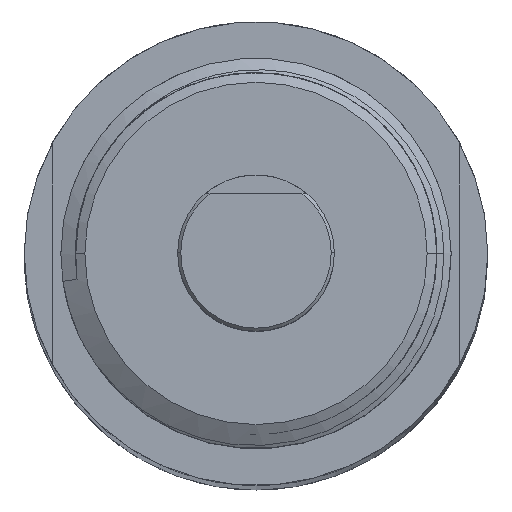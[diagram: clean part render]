
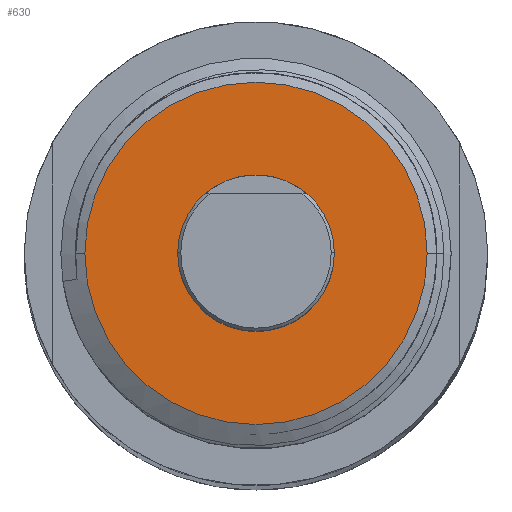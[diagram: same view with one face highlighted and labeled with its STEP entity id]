
A CAD part, top view. The second image highlights one B-rep face of the part: STEP entity #630.
In plain terms, the highlighted planar face has unit normal (0, 0, 1).
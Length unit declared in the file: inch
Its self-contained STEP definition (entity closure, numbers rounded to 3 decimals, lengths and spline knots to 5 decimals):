
#555 = EDGE_LOOP ( 'NONE', ( #556, #557 ) ) ;
#556 = ORIENTED_EDGE ( 'NONE', *, *, #610, .T. ) ;
#557 = ORIENTED_EDGE ( 'NONE', *, *, #629, .T. ) ;
#575 = EDGE_LOOP ( 'NONE', ( #631, #632 ) ) ;
#580 = EDGE_CURVE ( 'NONE', #711, #670, #3685, .T. ) ;
#608 = VERTEX_POINT ( 'NONE', #3708 ) ;
#610 = EDGE_CURVE ( 'NONE', #611, #608, #3707, .T. ) ;
#611 = VERTEX_POINT ( 'NONE', #3702 ) ;
#629 = EDGE_CURVE ( 'NONE', #608, #611, #3689, .T. ) ;
#630 = ADVANCED_FACE ( 'NONE', ( #3747, #3746 ), #3745, .F. ) ;
#631 = ORIENTED_EDGE ( 'NONE', *, *, #580, .T. ) ;
#632 = ORIENTED_EDGE ( 'NONE', *, *, #710, .T. ) ;
#670 = VERTEX_POINT ( 'NONE', #3826 ) ;
#710 = EDGE_CURVE ( 'NONE', #670, #711, #3967, .T. ) ;
#711 = VERTEX_POINT ( 'NONE', #3963 ) ;
#3625 = CARTESIAN_POINT ( 'NONE',  ( 0., 0., 0.28 ) ) ;
#3682 = DIRECTION ( 'NONE',  ( -1., 0., 0. ) ) ;
#3683 = DIRECTION ( 'NONE',  ( 0., 0., 1. ) ) ;
#3684 = AXIS2_PLACEMENT_3D ( 'NONE', #3625, #3683, #3682 ) ;
#3685 = CIRCLE ( 'NONE', #3684, 0.2732 ) ;
#3689 = CIRCLE ( 'NONE', #3751, 0.125 ) ;
#3702 = CARTESIAN_POINT ( 'NONE',  ( -0.125, 0., 0.28 ) ) ;
#3703 = DIRECTION ( 'NONE',  ( -1., 0., 0. ) ) ;
#3704 = DIRECTION ( 'NONE',  ( 0., 0., -1. ) ) ;
#3705 = CARTESIAN_POINT ( 'NONE',  ( 0., 0., 0.28 ) ) ;
#3706 = AXIS2_PLACEMENT_3D ( 'NONE', #3705, #3704, #3703 ) ;
#3707 = CIRCLE ( 'NONE', #3706, 0.125 ) ;
#3708 = CARTESIAN_POINT ( 'NONE',  ( 0.125, 0., 0.28 ) ) ;
#3741 = DIRECTION ( 'NONE',  ( -1., 0., 0. ) ) ;
#3742 = DIRECTION ( 'NONE',  ( 0., 0., -1. ) ) ;
#3743 = CARTESIAN_POINT ( 'NONE',  ( 0.3125, 0., 0.28 ) ) ;
#3744 = AXIS2_PLACEMENT_3D ( 'NONE', #3743, #3742, #3741 ) ;
#3745 = PLANE ( 'NONE',  #3744 ) ;
#3746 = FACE_BOUND ( 'NONE', #555, .T. ) ;
#3747 = FACE_OUTER_BOUND ( 'NONE', #575, .T. ) ;
#3748 = DIRECTION ( 'NONE',  ( -1., 0., 0. ) ) ;
#3749 = DIRECTION ( 'NONE',  ( 0., 0., -1. ) ) ;
#3750 = CARTESIAN_POINT ( 'NONE',  ( 0., 0., 0.28 ) ) ;
#3751 = AXIS2_PLACEMENT_3D ( 'NONE', #3750, #3749, #3748 ) ;
#3826 = CARTESIAN_POINT ( 'NONE',  ( 0.2732, 0., 0.28 ) ) ;
#3922 = CARTESIAN_POINT ( 'NONE',  ( 0., 0., 0.28 ) ) ;
#3963 = CARTESIAN_POINT ( 'NONE',  ( -0.2732, 0., 0.28 ) ) ;
#3964 = DIRECTION ( 'NONE',  ( -1., 0., 0. ) ) ;
#3965 = DIRECTION ( 'NONE',  ( 0., 0., 1. ) ) ;
#3966 = AXIS2_PLACEMENT_3D ( 'NONE', #3922, #3965, #3964 ) ;
#3967 = CIRCLE ( 'NONE', #3966, 0.2732 ) ;
